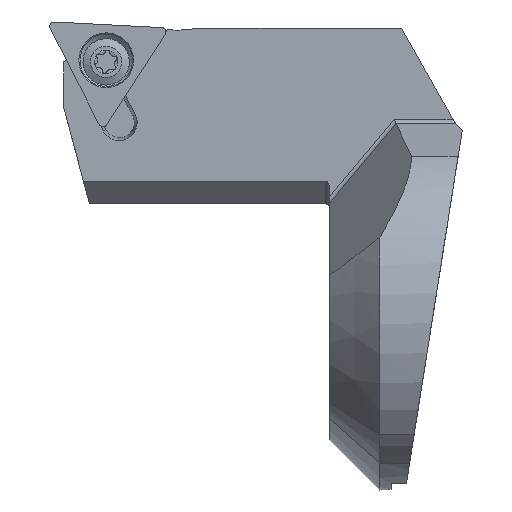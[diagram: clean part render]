
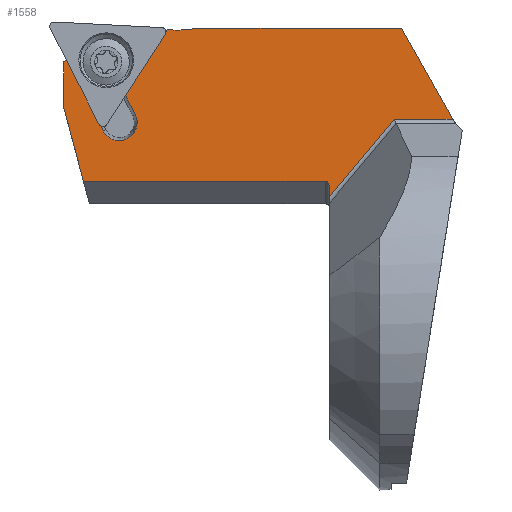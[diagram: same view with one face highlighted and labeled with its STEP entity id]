
A CAD part, top view. The second image highlights one B-rep face of the part: STEP entity #1558.
In plain terms, the highlighted planar face has unit normal (0, 0, 1).
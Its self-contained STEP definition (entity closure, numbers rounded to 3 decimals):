
#80=CIRCLE('',#1722,6.874);
#89=CIRCLE('',#1748,1.612);
#183=FACE_OUTER_BOUND('',#276,.T.);
#276=EDGE_LOOP('',(#1116,#1117,#1118,#1119,#1120,#1121,#1122,#1123,#1124,
#1125,#1126,#1127,#1128,#1129,#1130,#1131,#1132,#1133));
#369=ELLIPSE('',#1730,7.131,7.);
#375=ELLIPSE('',#1747,0.566,0.4);
#400=LINE('',#2426,#533);
#404=LINE('',#2433,#537);
#407=LINE('',#2443,#540);
#414=LINE('',#2460,#547);
#419=LINE('',#2471,#552);
#426=LINE('',#2527,#559);
#431=LINE('',#2540,#564);
#432=LINE('',#2541,#565);
#433=LINE('',#2543,#566);
#434=LINE('',#2545,#567);
#435=LINE('',#2548,#568);
#436=LINE('',#2549,#569);
#437=LINE('',#2551,#570);
#438=LINE('',#2553,#571);
#533=VECTOR('',#1919,1000.);
#537=VECTOR('',#1925,1000.);
#540=VECTOR('',#1936,1000.);
#547=VECTOR('',#1949,1000.);
#552=VECTOR('',#1956,1000.);
#559=VECTOR('',#1997,1000.);
#564=VECTOR('',#2006,1000.);
#565=VECTOR('',#2007,1000.);
#566=VECTOR('',#2008,1000.);
#567=VECTOR('',#2009,1000.);
#568=VECTOR('',#2012,1000.);
#569=VECTOR('',#2013,1000.);
#570=VECTOR('',#2014,1000.);
#571=VECTOR('',#2015,1000.);
#669=VERTEX_POINT('',#2423);
#670=VERTEX_POINT('',#2425);
#672=VERTEX_POINT('',#2431);
#674=VERTEX_POINT('',#2437);
#675=VERTEX_POINT('',#2442);
#682=VERTEX_POINT('',#2458);
#686=VERTEX_POINT('',#2468);
#687=VERTEX_POINT('',#2470);
#689=VERTEX_POINT('',#2476);
#702=VERTEX_POINT('',#2524);
#703=VERTEX_POINT('',#2526);
#708=VERTEX_POINT('',#2538);
#709=VERTEX_POINT('',#2539);
#710=VERTEX_POINT('',#2542);
#711=VERTEX_POINT('',#2544);
#712=VERTEX_POINT('',#2547);
#713=VERTEX_POINT('',#2550);
#714=VERTEX_POINT('',#2552);
#820=EDGE_CURVE('',#670,#669,#400,.T.);
#824=EDGE_CURVE('',#669,#672,#404,.T.);
#827=EDGE_CURVE('',#672,#674,#80,.T.);
#829=EDGE_CURVE('',#675,#670,#407,.T.);
#838=EDGE_CURVE('',#674,#682,#414,.T.);
#843=EDGE_CURVE('',#687,#686,#419,.T.);
#846=EDGE_CURVE('',#689,#687,#369,.T.);
#864=EDGE_CURVE('',#703,#702,#426,.T.);
#870=EDGE_CURVE('',#708,#709,#431,.T.);
#871=EDGE_CURVE('',#709,#689,#432,.T.);
#872=EDGE_CURVE('',#686,#710,#433,.T.);
#873=EDGE_CURVE('',#711,#710,#434,.T.);
#874=EDGE_CURVE('',#711,#703,#375,.T.);
#875=EDGE_CURVE('',#702,#712,#435,.T.);
#876=EDGE_CURVE('',#712,#675,#436,.T.);
#877=EDGE_CURVE('',#682,#713,#437,.T.);
#878=EDGE_CURVE('',#713,#714,#438,.T.);
#879=EDGE_CURVE('',#714,#708,#89,.T.);
#1116=ORIENTED_EDGE('',*,*,#870,.T.);
#1117=ORIENTED_EDGE('',*,*,#871,.T.);
#1118=ORIENTED_EDGE('',*,*,#846,.T.);
#1119=ORIENTED_EDGE('',*,*,#843,.T.);
#1120=ORIENTED_EDGE('',*,*,#872,.T.);
#1121=ORIENTED_EDGE('',*,*,#873,.F.);
#1122=ORIENTED_EDGE('',*,*,#874,.T.);
#1123=ORIENTED_EDGE('',*,*,#864,.T.);
#1124=ORIENTED_EDGE('',*,*,#875,.T.);
#1125=ORIENTED_EDGE('',*,*,#876,.T.);
#1126=ORIENTED_EDGE('',*,*,#829,.T.);
#1127=ORIENTED_EDGE('',*,*,#820,.T.);
#1128=ORIENTED_EDGE('',*,*,#824,.T.);
#1129=ORIENTED_EDGE('',*,*,#827,.T.);
#1130=ORIENTED_EDGE('',*,*,#838,.T.);
#1131=ORIENTED_EDGE('',*,*,#877,.T.);
#1132=ORIENTED_EDGE('',*,*,#878,.T.);
#1133=ORIENTED_EDGE('',*,*,#879,.T.);
#1516=PLANE('',#1746);
#1558=ADVANCED_FACE('',(#183),#1516,.F.);
#1722=AXIS2_PLACEMENT_3D('',#2439,#1931,#1932);
#1730=AXIS2_PLACEMENT_3D('',#2477,#1962,#1963);
#1746=AXIS2_PLACEMENT_3D('',#2537,#2004,#2005);
#1747=AXIS2_PLACEMENT_3D('',#2546,#2010,#2011);
#1748=AXIS2_PLACEMENT_3D('',#2554,#2016,#2017);
#1919=DIRECTION('',(-1.,0.,0.));
#1925=DIRECTION('',(-0.996,-0.089,0.));
#1931=DIRECTION('center_axis',(0.,0.,
-1.));
#1932=DIRECTION('ref_axis',(-0.052,-0.999,0.));
#1936=DIRECTION('',(-0.492,0.871,0.));
#1949=DIRECTION('',(-0.999,0.052,0.));
#1956=DIRECTION('',(0.,-1.,0.));
#1962=DIRECTION('center_axis',(0.,0.,
-1.));
#1963=DIRECTION('ref_axis',(0.891,0.454,0.));
#1997=DIRECTION('',(0.,-1.,0.));
#2004=DIRECTION('center_axis',(0.,0.,
-1.));
#2005=DIRECTION('ref_axis',(-1.,0.,0.));
#2006=DIRECTION('',(-0.454,0.891,0.));
#2007=DIRECTION('',(-0.926,-0.378,0.));
#2008=DIRECTION('',(0.259,-0.966,0.));
#2009=DIRECTION('',(-1.,0.,0.));
#2010=DIRECTION('center_axis',(0.,0.,
-1.));
#2011=DIRECTION('ref_axis',(0.,1.,0.));
#2012=DIRECTION('',(0.643,0.766,0.));
#2013=DIRECTION('',(1.,0.,0.));
#2014=DIRECTION('',(-0.545,-0.839,0.));
#2015=DIRECTION('',(0.454,-0.891,0.));
#2016=DIRECTION('center_axis',(0.,0.,
-1.));
#2017=DIRECTION('ref_axis',(-1.,0.,0.));
#2423=CARTESIAN_POINT('',(-18.624,25.932,-0.3));
#2425=CARTESIAN_POINT('',(-0.551,25.932,-0.3));
#2426=CARTESIAN_POINT('',(-62.222,25.932,-0.3));
#2431=CARTESIAN_POINT('',(-20.083,25.802,-0.3));
#2433=CARTESIAN_POINT('',(-63.29,21.953,-0.3));
#2437=CARTESIAN_POINT('',(-21.052,25.785,-0.3));
#2439=CARTESIAN_POINT('Origin',(-20.693,32.649,-0.3));
#2442=CARTESIAN_POINT('',(4.058,17.772,-0.3));
#2443=CARTESIAN_POINT('',(-8.63,40.233,-0.3));
#2458=CARTESIAN_POINT('',(-21.505,25.808,-0.3));
#2460=CARTESIAN_POINT('',(-61.282,27.893,-0.3));
#2468=CARTESIAN_POINT('',(-30.78,18.76,-0.3));
#2470=CARTESIAN_POINT('',(-30.78,22.205,-0.3));
#2471=CARTESIAN_POINT('',(-30.78,9.959,-0.3));
#2476=CARTESIAN_POINT('',(-30.82,22.95,-0.3));
#2477=CARTESIAN_POINT('Origin',(-37.884,22.1,-0.3));
#2524=CARTESIAN_POINT('',(-7.,10.876,-0.3));
#2526=CARTESIAN_POINT('',(-7.,11.684,-0.3));
#2527=CARTESIAN_POINT('',(-7.,9.959,-0.3));
#2537=CARTESIAN_POINT('Origin',(-62.222,9.959,-0.3));
#2538=CARTESIAN_POINT('',(-27.275,16.762,-0.3));
#2539=CARTESIAN_POINT('',(-30.496,23.082,-0.3));
#2540=CARTESIAN_POINT('',(-31.726,25.497,-0.3));
#2541=CARTESIAN_POINT('',(-26.582,24.683,-0.3));
#2542=CARTESIAN_POINT('',(-29.036,12.25,-0.3));
#2543=CARTESIAN_POINT('',(-30.686,18.409,-0.3));
#2544=CARTESIAN_POINT('',(-7.4,12.25,-0.3));
#2545=CARTESIAN_POINT('',(47.408,12.25,-0.3));
#2546=CARTESIAN_POINT('Origin',(-7.4,11.684,-0.3));
#2547=CARTESIAN_POINT('',(-1.214,17.772,-0.3));
#2548=CARTESIAN_POINT('',(-30.268,-16.853,-0.3));
#2549=CARTESIAN_POINT('',(-32.,17.772,-0.3));
#2550=CARTESIAN_POINT('',(-25.294,19.975,-0.3));
#2551=CARTESIAN_POINT('',(-40.823,-3.938,-0.3));
#2552=CARTESIAN_POINT('',(-24.402,18.226,-0.3));
#2553=CARTESIAN_POINT('',(-28.853,26.961,-0.3));
#2554=CARTESIAN_POINT('Origin',(-25.839,17.494,-0.3));
